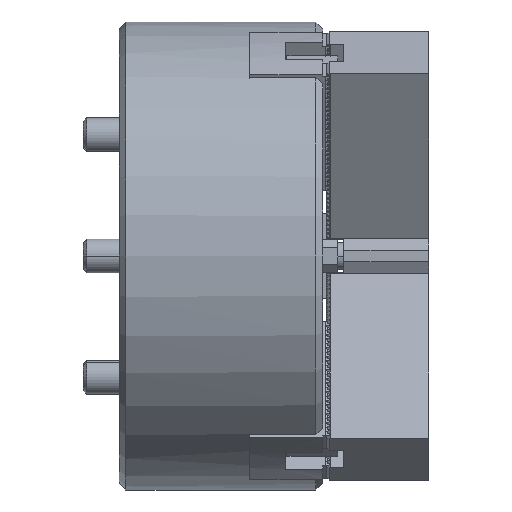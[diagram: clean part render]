
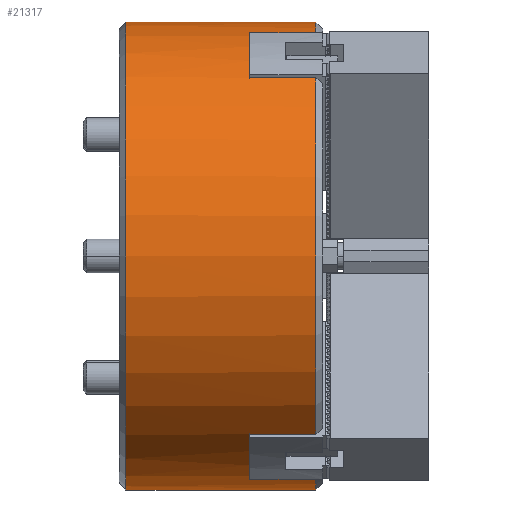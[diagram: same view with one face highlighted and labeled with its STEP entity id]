
A CAD part, front view. The second image highlights one B-rep face of the part: STEP entity #21317.
In plain terms, the highlighted cylindrical face has radius 69 mm (diameter 138 mm), a partial arc.
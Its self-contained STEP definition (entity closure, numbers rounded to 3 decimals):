
#286 = CARTESIAN_POINT ( 'NONE',  ( 58., 0., 0. ) ) ;
#767 = ORIENTED_EDGE ( 'NONE', *, *, #6139, .F. ) ;
#1776 = CIRCLE ( 'NONE', #25433, 69. ) ;
#2377 = ORIENTED_EDGE ( 'NONE', *, *, #27892, .T. ) ;
#2582 = DIRECTION ( 'NONE',  ( 0., 0., -1. ) ) ;
#2682 = CARTESIAN_POINT ( 'NONE',  ( 74.423, -23.104, 65.017 ) ) ;
#3629 = CARTESIAN_POINT ( 'NONE',  ( 58., -23.104, -65.017 ) ) ;
#4340 = CARTESIAN_POINT ( 'NONE',  ( 38.5, -44.754, 52.517 ) ) ;
#4429 = ORIENTED_EDGE ( 'NONE', *, *, #4886, .T. ) ;
#4886 = EDGE_CURVE ( 'NONE', #16050, #5889, #5666, .T. ) ;
#4906 = LINE ( 'NONE', #26955, #22481 ) ;
#4954 = ORIENTED_EDGE ( 'NONE', *, *, #26342, .T. ) ;
#5104 = EDGE_CURVE ( 'NONE', #5889, #19284, #12068, .T. ) ;
#5109 = DIRECTION ( 'NONE',  ( -1., 0., 0. ) ) ;
#5254 = LINE ( 'NONE', #25567, #12043 ) ;
#5346 = DIRECTION ( 'NONE',  ( 0., 0., -1. ) ) ;
#5373 = EDGE_CURVE ( 'NONE', #19330, #23349, #4906, .T. ) ;
#5423 = CARTESIAN_POINT ( 'NONE',  ( 58., -23.104, 65.017 ) ) ;
#5602 = DIRECTION ( 'NONE',  ( -1., 0., 0. ) ) ;
#5666 = CIRCLE ( 'NONE', #27091, 69. ) ;
#5889 = VERTEX_POINT ( 'NONE', #6012 ) ;
#6012 = CARTESIAN_POINT ( 'NONE',  ( 2., 0., -69. ) ) ;
#6018 = VECTOR ( 'NONE', #21458, 1000. ) ;
#6139 = EDGE_CURVE ( 'NONE', #16050, #14719, #5254, .T. ) ;
#6185 = VECTOR ( 'NONE', #5602, 1000. ) ;
#6259 = CIRCLE ( 'NONE', #7946, 69. ) ;
#6622 = CARTESIAN_POINT ( 'NONE',  ( 38.5, -44.754, -52.517 ) ) ;
#6893 = ORIENTED_EDGE ( 'NONE', *, *, #29319, .T. ) ;
#7184 = DIRECTION ( 'NONE',  ( 1., 0., 0. ) ) ;
#7398 = CARTESIAN_POINT ( 'NONE',  ( 38.5, -23.104, 65.017 ) ) ;
#7732 = EDGE_CURVE ( 'NONE', #23349, #10085, #6259, .T. ) ;
#7946 = AXIS2_PLACEMENT_3D ( 'NONE', #22809, #9047, #25088 ) ;
#8208 = CIRCLE ( 'NONE', #21814, 69. ) ;
#8596 = CARTESIAN_POINT ( 'NONE',  ( 2., 0., 69. ) ) ;
#8887 = VECTOR ( 'NONE', #23058, 1000. ) ;
#9047 = DIRECTION ( 'NONE',  ( -1., 0., 0. ) ) ;
#9896 = CARTESIAN_POINT ( 'NONE',  ( 74.423, 0., -69. ) ) ;
#9906 = VERTEX_POINT ( 'NONE', #3629 ) ;
#10085 = VERTEX_POINT ( 'NONE', #7398 ) ;
#10581 = CARTESIAN_POINT ( 'NONE',  ( 58., 0., 0. ) ) ;
#11075 = VECTOR ( 'NONE', #7184, 1000. ) ;
#11408 = ORIENTED_EDGE ( 'NONE', *, *, #16276, .T. ) ;
#11431 = DIRECTION ( 'NONE',  ( 1., 0., 0. ) ) ;
#11809 = DIRECTION ( 'NONE',  ( 1., 0., 0. ) ) ;
#12043 = VECTOR ( 'NONE', #11809, 1000. ) ;
#12068 = LINE ( 'NONE', #9896, #6018 ) ;
#12135 = DIRECTION ( 'NONE',  ( 1., 0., 0. ) ) ;
#12218 = ORIENTED_EDGE ( 'NONE', *, *, #7732, .T. ) ;
#12235 = LINE ( 'NONE', #12394, #6185 ) ;
#12243 = AXIS2_PLACEMENT_3D ( 'NONE', #27008, #13248, #29296 ) ;
#12251 = CARTESIAN_POINT ( 'NONE',  ( 58., -44.754, -52.517 ) ) ;
#12317 = ORIENTED_EDGE ( 'NONE', *, *, #5104, .T. ) ;
#12394 = CARTESIAN_POINT ( 'NONE',  ( 74.423, -23.104, -65.017 ) ) ;
#12463 = ORIENTED_EDGE ( 'NONE', *, *, #16623, .T. ) ;
#12887 = DIRECTION ( 'NONE',  ( 0., 0., -1. ) ) ;
#13248 = DIRECTION ( 'NONE',  ( -1., 0., 0. ) ) ;
#14193 = FACE_OUTER_BOUND ( 'NONE', #18492, .T. ) ;
#14388 = CARTESIAN_POINT ( 'NONE',  ( 58., 0., 69. ) ) ;
#14719 = VERTEX_POINT ( 'NONE', #14388 ) ;
#16050 = VERTEX_POINT ( 'NONE', #8596 ) ;
#16276 = EDGE_CURVE ( 'NONE', #20582, #14719, #18945, .T. ) ;
#16291 = DIRECTION ( 'NONE',  ( -1., 0., 0. ) ) ;
#16623 = EDGE_CURVE ( 'NONE', #19284, #9906, #27193, .T. ) ;
#17199 = LINE ( 'NONE', #2682, #11075 ) ;
#18307 = ORIENTED_EDGE ( 'NONE', *, *, #5373, .T. ) ;
#18492 = EDGE_LOOP ( 'NONE', ( #767, #4429, #12317, #12463, #4954, #2377, #6893, #22779, #18307, #12218, #24660, #11408 ) ) ;
#18810 = CARTESIAN_POINT ( 'NONE',  ( 38.5, 0., 0. ) ) ;
#18945 = CIRCLE ( 'NONE', #19550, 69. ) ;
#19045 = CARTESIAN_POINT ( 'NONE',  ( 74.423, 0., 0. ) ) ;
#19284 = VERTEX_POINT ( 'NONE', #27531 ) ;
#19330 = VERTEX_POINT ( 'NONE', #27617 ) ;
#19387 = EDGE_CURVE ( 'NONE', #10085, #20582, #17199, .T. ) ;
#19550 = AXIS2_PLACEMENT_3D ( 'NONE', #286, #16291, #2582 ) ;
#20582 = VERTEX_POINT ( 'NONE', #5423 ) ;
#21124 = DIRECTION ( 'NONE',  ( 0., 0., -1. ) ) ;
#21317 = ADVANCED_FACE ( 'NONE', ( #14193 ), #25687, .T. ) ;
#21458 = DIRECTION ( 'NONE',  ( 1., 0., 0. ) ) ;
#21814 = AXIS2_PLACEMENT_3D ( 'NONE', #10581, #26629, #12887 ) ;
#21940 = CARTESIAN_POINT ( 'NONE',  ( 38.5, -23.104, -65.017 ) ) ;
#22211 = VERTEX_POINT ( 'NONE', #6622 ) ;
#22376 = DIRECTION ( 'NONE',  ( -1., 0., 0. ) ) ;
#22481 = VECTOR ( 'NONE', #22376, 1000. ) ;
#22764 = CARTESIAN_POINT ( 'NONE',  ( 74.423, -44.754, -52.517 ) ) ;
#22779 = ORIENTED_EDGE ( 'NONE', *, *, #28135, .T. ) ;
#22809 = CARTESIAN_POINT ( 'NONE',  ( 38.5, 0., 0. ) ) ;
#23058 = DIRECTION ( 'NONE',  ( 1., 0., 0. ) ) ;
#23349 = VERTEX_POINT ( 'NONE', #4340 ) ;
#24138 = AXIS2_PLACEMENT_3D ( 'NONE', #19045, #12135, #5346 ) ;
#24660 = ORIENTED_EDGE ( 'NONE', *, *, #19387, .T. ) ;
#24808 = VERTEX_POINT ( 'NONE', #21940 ) ;
#25088 = DIRECTION ( 'NONE',  ( 0., 0., -1. ) ) ;
#25187 = CARTESIAN_POINT ( 'NONE',  ( 2., 0., 0. ) ) ;
#25433 = AXIS2_PLACEMENT_3D ( 'NONE', #18810, #5109, #21124 ) ;
#25567 = CARTESIAN_POINT ( 'NONE',  ( 74.423, 0., 69. ) ) ;
#25687 = CYLINDRICAL_SURFACE ( 'NONE', #24138, 69. ) ;
#26342 = EDGE_CURVE ( 'NONE', #9906, #24808, #12235, .T. ) ;
#26629 = DIRECTION ( 'NONE',  ( -1., 0., 0. ) ) ;
#26926 = VERTEX_POINT ( 'NONE', #12251 ) ;
#26955 = CARTESIAN_POINT ( 'NONE',  ( 74.423, -44.754, 52.517 ) ) ;
#27008 = CARTESIAN_POINT ( 'NONE',  ( 58., 0., 0. ) ) ;
#27091 = AXIS2_PLACEMENT_3D ( 'NONE', #25187, #11431, #27486 ) ;
#27174 = LINE ( 'NONE', #22764, #8887 ) ;
#27193 = CIRCLE ( 'NONE', #12243, 69. ) ;
#27486 = DIRECTION ( 'NONE',  ( 0., 0., 1. ) ) ;
#27531 = CARTESIAN_POINT ( 'NONE',  ( 58., 0., -69. ) ) ;
#27617 = CARTESIAN_POINT ( 'NONE',  ( 58., -44.754, 52.517 ) ) ;
#27892 = EDGE_CURVE ( 'NONE', #24808, #22211, #1776, .T. ) ;
#28135 = EDGE_CURVE ( 'NONE', #26926, #19330, #8208, .T. ) ;
#29296 = DIRECTION ( 'NONE',  ( 0., 0., -1. ) ) ;
#29319 = EDGE_CURVE ( 'NONE', #22211, #26926, #27174, .T. ) ;
